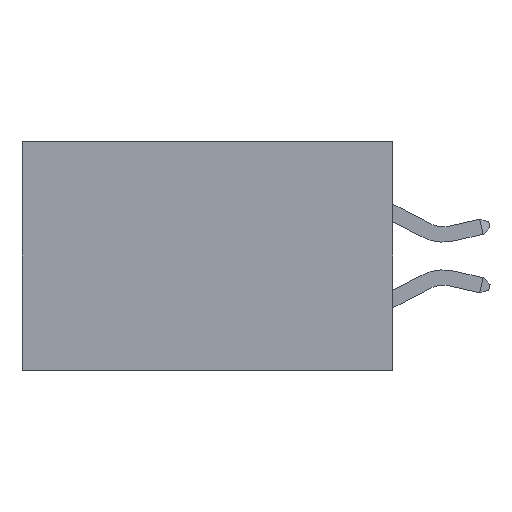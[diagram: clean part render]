
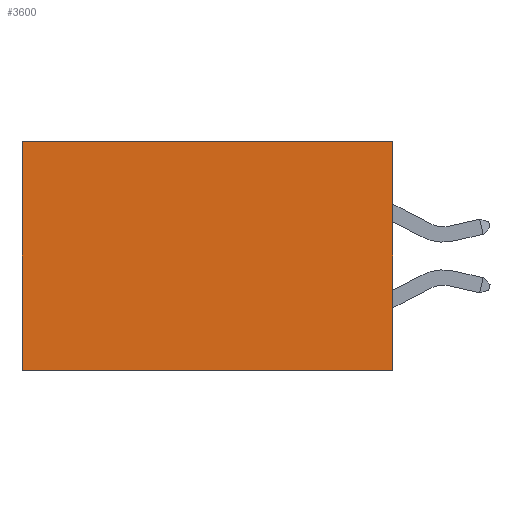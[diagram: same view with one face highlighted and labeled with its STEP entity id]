
A CAD part, left-side view. The second image highlights one B-rep face of the part: STEP entity #3600.
In plain terms, the highlighted planar face has unit normal (-1, 0, 0).
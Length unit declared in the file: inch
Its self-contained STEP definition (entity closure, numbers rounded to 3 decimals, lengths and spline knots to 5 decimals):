
#776 = CARTESIAN_POINT ( 'NONE',  ( 0.2875, 0., 0. ) ) ;
#1074 = VERTEX_POINT ( 'NONE', #10468 ) ;
#2326 = CARTESIAN_POINT ( 'NONE',  ( 0.2875, 0., 0. ) ) ;
#2685 = CARTESIAN_POINT ( 'NONE',  ( 0.2875, 0., -0.37 ) ) ;
#2945 = EDGE_CURVE ( 'NONE', #29199, #17647, #20691, .T. ) ;
#3600 = ADVANCED_FACE ( 'NONE', ( #39294 ), #29924, .F. ) ;
#8971 = DIRECTION ( 'NONE',  ( 0., 0., -1. ) ) ;
#9400 = CARTESIAN_POINT ( 'NONE',  ( 0.2875, 0., -0.37 ) ) ;
#10417 = ORIENTED_EDGE ( 'NONE', *, *, #39397, .T. ) ;
#10468 = CARTESIAN_POINT ( 'NONE',  ( 0.2875, 0.6, 0. ) ) ;
#10683 = LINE ( 'NONE', #14388, #34840 ) ;
#12303 = VERTEX_POINT ( 'NONE', #16976 ) ;
#14388 = CARTESIAN_POINT ( 'NONE',  ( 0.2875, 0.6, 0. ) ) ;
#15091 = DIRECTION ( 'NONE',  ( 0., 0., -1. ) ) ;
#15529 = ORIENTED_EDGE ( 'NONE', *, *, #2945, .F. ) ;
#16976 = CARTESIAN_POINT ( 'NONE',  ( 0.2875, 0.6, -0.37 ) ) ;
#17423 = DIRECTION ( 'NONE',  ( 0., 0., -1. ) ) ;
#17475 = LINE ( 'NONE', #2685, #24881 ) ;
#17558 = DIRECTION ( 'NONE',  ( 1., 0., 0. ) ) ;
#17647 = VERTEX_POINT ( 'NONE', #9400 ) ;
#17866 = DIRECTION ( 'NONE',  ( 0., 1., 0. ) ) ;
#20691 = LINE ( 'NONE', #33943, #24138 ) ;
#21855 = VECTOR ( 'NONE', #17866, 39.37008 ) ;
#22333 = LINE ( 'NONE', #2326, #21855 ) ;
#22693 = EDGE_LOOP ( 'NONE', ( #38488, #26826, #15529, #10417 ) ) ;
#23921 = EDGE_CURVE ( 'NONE', #1074, #12303, #10683, .T. ) ;
#24138 = VECTOR ( 'NONE', #15091, 39.37008 ) ;
#24700 = DIRECTION ( 'NONE',  ( 0., 1., 0. ) ) ;
#24881 = VECTOR ( 'NONE', #24700, 39.37008 ) ;
#26826 = ORIENTED_EDGE ( 'NONE', *, *, #38371, .F. ) ;
#29199 = VERTEX_POINT ( 'NONE', #776 ) ;
#29924 = PLANE ( 'NONE',  #30358 ) ;
#30358 = AXIS2_PLACEMENT_3D ( 'NONE', #36250, #17558, #17423 ) ;
#33943 = CARTESIAN_POINT ( 'NONE',  ( 0.2875, 0., 0. ) ) ;
#34840 = VECTOR ( 'NONE', #8971, 39.37008 ) ;
#36250 = CARTESIAN_POINT ( 'NONE',  ( 0.2875, 0., 0. ) ) ;
#38371 = EDGE_CURVE ( 'NONE', #17647, #12303, #17475, .T. ) ;
#38488 = ORIENTED_EDGE ( 'NONE', *, *, #23921, .T. ) ;
#39294 = FACE_OUTER_BOUND ( 'NONE', #22693, .T. ) ;
#39397 = EDGE_CURVE ( 'NONE', #29199, #1074, #22333, .T. ) ;
